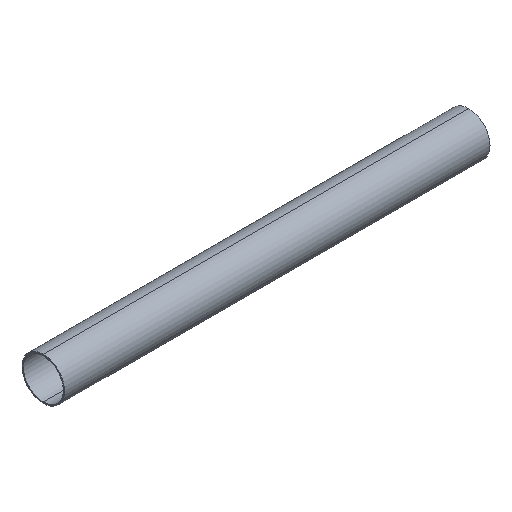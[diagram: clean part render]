
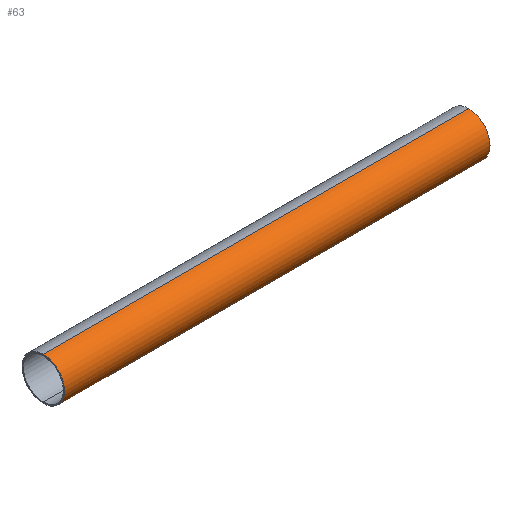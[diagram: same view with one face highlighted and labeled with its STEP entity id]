
A CAD part, isometric view. The second image highlights one B-rep face of the part: STEP entity #63.
In plain terms, the highlighted cylindrical face has radius 250 mm (diameter 500 mm), a partial arc.
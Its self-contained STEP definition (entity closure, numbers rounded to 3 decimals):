
#57 = EDGE_CURVE( '', #97, #93, #130, .T. );
#59 = EDGE_CURVE( '', #101, #97, #132, .T. );
#63 = ADVANCED_FACE( '', ( #136 ), #137, .T. );
#73 = EDGE_CURVE( '', #93, #85, #148, .T. );
#79 = EDGE_CURVE( '', #85, #101, #154, .T. );
#85 = VERTEX_POINT( '', #160 );
#93 = VERTEX_POINT( '', #169 );
#97 = VERTEX_POINT( '', #175 );
#101 = VERTEX_POINT( '', #179 );
#130 = CIRCLE( '', #200, 250. );
#132 = LINE( '', #203, #204 );
#136 = FACE_OUTER_BOUND( '', #210, .T. );
#137 = CYLINDRICAL_SURFACE( '', #211, 250. );
#148 = LINE( '', #225, #226 );
#154 = CIRCLE( '', #235, 250. );
#160 = CARTESIAN_POINT( '', ( 0., 0., 250. ) );
#169 = CARTESIAN_POINT( '', ( 5000., 0., 250. ) );
#175 = CARTESIAN_POINT( '', ( 5000., 0., -250. ) );
#179 = CARTESIAN_POINT( '', ( 0., 0., -250. ) );
#200 = AXIS2_PLACEMENT_3D( '', #285, #286, #287 );
#203 = CARTESIAN_POINT( '', ( 0., 0., -250. ) );
#204 = VECTOR( '', #288, 1. );
#210 = EDGE_LOOP( '', ( #291, #292, #293, #294 ) );
#211 = AXIS2_PLACEMENT_3D( '', #295, #296, #297 );
#225 = CARTESIAN_POINT( '', ( 0., 0., 250. ) );
#226 = VECTOR( '', #307, 1. );
#235 = AXIS2_PLACEMENT_3D( '', #314, #315, #316 );
#285 = CARTESIAN_POINT( '', ( 5000., 0., 0. ) );
#286 = DIRECTION( '', ( -1., 0., 0. ) );
#287 = DIRECTION( '', ( 0., 0., -1. ) );
#288 = DIRECTION( '', ( 1., 0., 0. ) );
#291 = ORIENTED_EDGE( '', *, *, #59, .T. );
#292 = ORIENTED_EDGE( '', *, *, #57, .T. );
#293 = ORIENTED_EDGE( '', *, *, #73, .T. );
#294 = ORIENTED_EDGE( '', *, *, #79, .T. );
#295 = CARTESIAN_POINT( '', ( 0., 0., 0. ) );
#296 = DIRECTION( '', ( -1., 0., 0. ) );
#297 = DIRECTION( '', ( 0., 0., -1. ) );
#307 = DIRECTION( '', ( -1., 0., 0. ) );
#314 = CARTESIAN_POINT( '', ( 0., 0., 0. ) );
#315 = DIRECTION( '', ( 1., 0., 0. ) );
#316 = DIRECTION( '', ( 0., 0., -1. ) );
